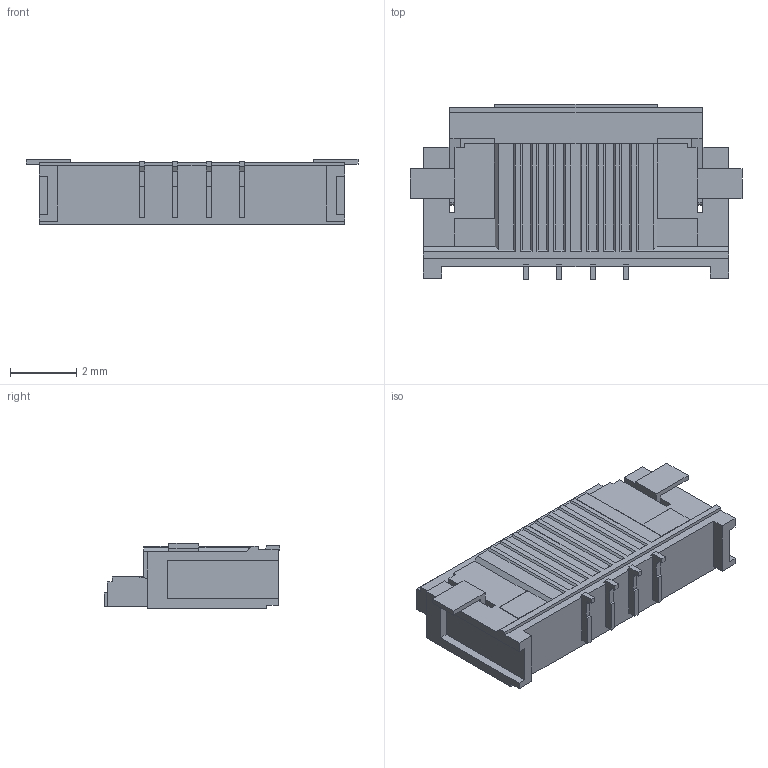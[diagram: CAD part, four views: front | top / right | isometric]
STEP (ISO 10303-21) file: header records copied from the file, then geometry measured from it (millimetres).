
FILE_DESCRIPTION((''),'2;1');
FILE_NAME('2005290040','2016-07-22T',('rlalsangi'),(''),'PRO/ENGINEER BY PARAMETRIC TECHNOLOGY CORPORATION, 2012310','PRO/ENGINEER BY PARAMETRIC TECHNOLOGY CORPORATION, 2012310','');
FILE_SCHEMA(('CONFIG_CONTROL_DESIGN'));
Length unit declared in the file: millimetre
Products named in the file (1): 2005290040
Bounding box: 10 x 5.3 x 1.96 mm (x, y, z)
Volume: 52.7 mm3; surface area: 227.5 mm2
Topology: 1 solids, 1 shells, 467 faces, 1365 edges, 890 vertices
Faces by surface type: plane 418, cylinder 49
Entity records: 15235 total; most frequent: ORIENTED_EDGE 2730, CARTESIAN_POINT 2723, DIRECTION 2407, EDGE_CURVE 1365, VECTOR 1259, LINE 1259, VERTEX_POINT 890, AXIS2_PLACEMENT_3D 574
